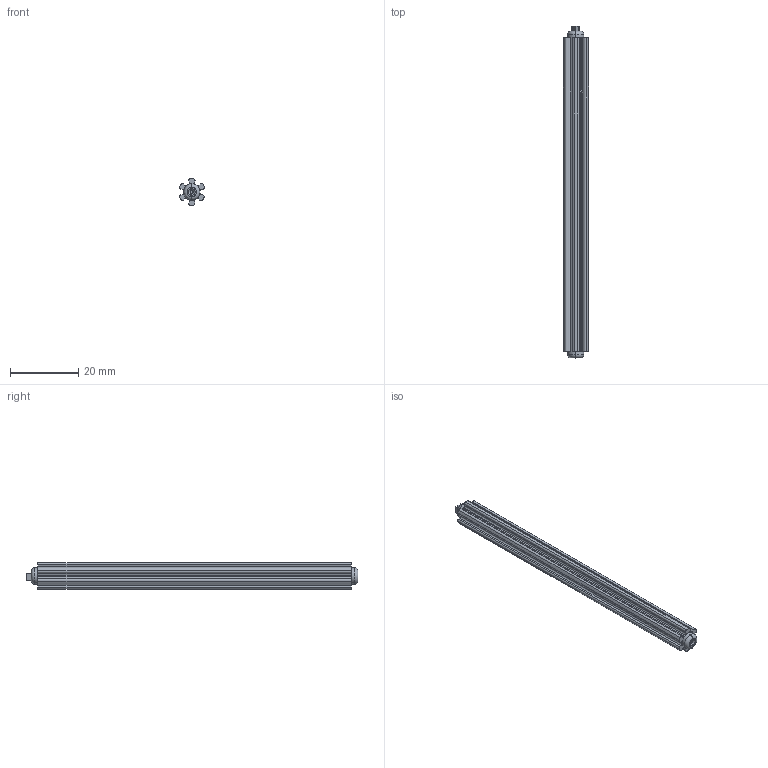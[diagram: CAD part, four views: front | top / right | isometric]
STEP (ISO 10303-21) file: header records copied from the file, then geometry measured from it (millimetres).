
FILE_DESCRIPTION (( 'STEP AP214' ), '1' );
FILE_NAME ('lego_shaft_large.STEP', '2024-03-06T08:20:17', ( '' ), ( '' ), 'SwSTEP 2.0', 'SolidWorks 2023', '' );
FILE_SCHEMA (( 'AUTOMOTIVE_DESIGN' ));
Length unit declared in the file: millimetre
Products named in the file (1): lego_shaft_large
Bounding box: 7.32 x 97 x 7.75 mm (x, y, z)
Volume: 3035.1 mm3; surface area: 3161.3 mm2
Topology: 1 solids, 2 shells, 94 faces, 251 edges, 166 vertices
Faces by surface type: plane 51, cylinder 37, torus 4, cone 2
Entity records: 3000 total; most frequent: CARTESIAN_POINT 542, DIRECTION 537, ORIENTED_EDGE 502, EDGE_CURVE 251, AXIS2_PLACEMENT_3D 201, VERTEX_POINT 166, VECTOR 135, LINE 135
